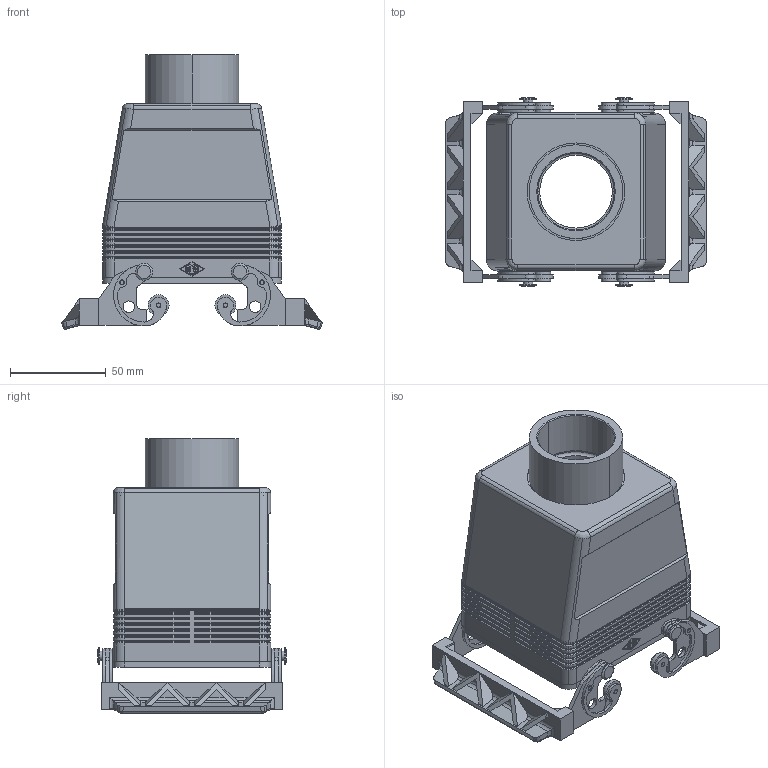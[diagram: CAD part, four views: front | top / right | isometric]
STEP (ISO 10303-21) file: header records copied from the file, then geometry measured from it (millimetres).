
FILE_DESCRIPTION(('Creo Elements/Direct Modeling STEP Export'),'2;1');
FILE_NAME('0ln7uvk49q7psuh4616','2017-03-20T15:39:39',(''),(''),'PTC Creo Elements/Direct Modeling STEP processor for AP214 (Solid Model)','PTC Creo Elements/Direct Modeling 19.0E 27-Jun-2016 (C) Parametric Technology GmbH','');
FILE_SCHEMA(('AUTOMOTIVE_DESIGN { 1 0 10303 214 1 1 1 1 }'));
Length unit declared in the file: millimetre
Products named in the file (1): MHVE_32_G40
Bounding box: 136.28 x 98.5 x 143.53 mm (x, y, z)
Volume: 194493 mm3; surface area: 102872.7 mm2
Topology: 1 solids, 5 shells, 1089 faces, 2877 edges, 1828 vertices
Faces by surface type: plane 503, cylinder 406, cone 128, torus 36, bspline 12, sphere 4
Entity records: 43907 total; most frequent: CARTESIAN_POINT 7327, DIRECTION 6149, ORIENTED_EDGE 5710, EDGE_CURVE 2855, AXIS2_PLACEMENT_3D 2226, VERTEX_POINT 1828, VECTOR 1697, LINE 1697
